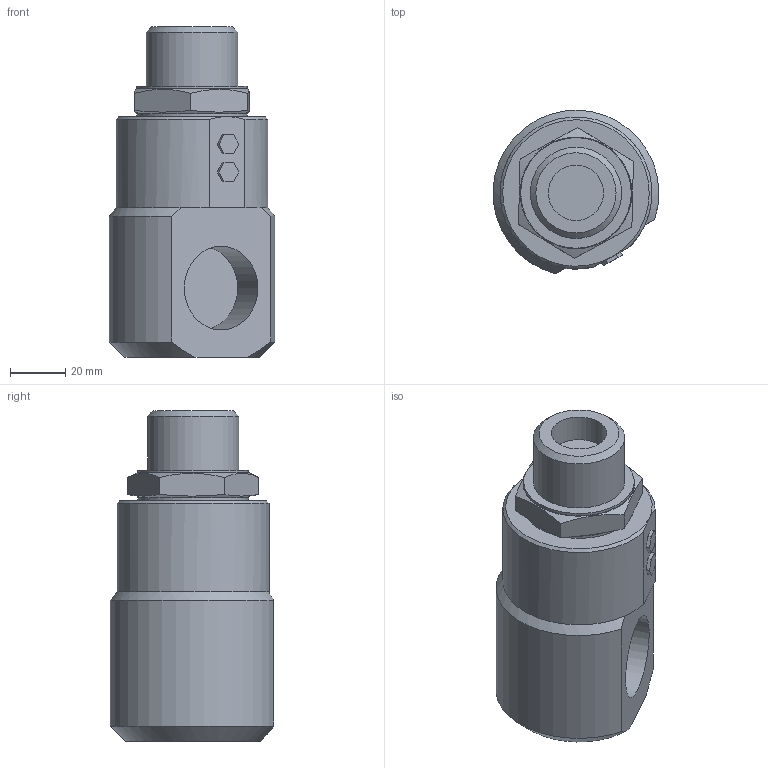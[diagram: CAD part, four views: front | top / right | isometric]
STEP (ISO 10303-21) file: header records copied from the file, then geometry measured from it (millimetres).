
FILE_DESCRIPTION(/* description */ ('Unknown'),/* implementation_level */ '2;1');
FILE_NAME(/* name */ 'G1040',/* time_stamp */ '2017-07-21T12:38:57+02:00',/* author */ ('Unknown'),/* organization */ ('Unknown'),/* preprocessor_version */ 'ST-DEVELOPER v16.7',/* originating_system */ 'DEX',/* authorisation */ $);
FILE_SCHEMA (('AUTOMOTIVE_DESIGN {1 0 10303 214 3 1 1}'));
Length unit declared in the file: millimetre
Products named in the file (1): G1040
Bounding box: 59.96 x 59.09 x 119.5 mm (x, y, z)
Volume: 235348.3 mm3; surface area: 26914.3 mm2
Topology: 1 solids, 1 shells, 44 faces, 98 edges, 64 vertices
Faces by surface type: plane 31, cylinder 7, cone 6
Full cylindrical faces by diameter (mm): 20 x1, 30.291 x1, 33 x1, 40 x2
Entity records: 1642 total; most frequent: CARTESIAN_POINT 399, DIRECTION 181, ORIENTED_EDGE 176, EDGE_CURVE 88, AXIS2_PLACEMENT_3D 66, VERTEX_POINT 62, EDGE_LOOP 60, FACE_BOUND 60
